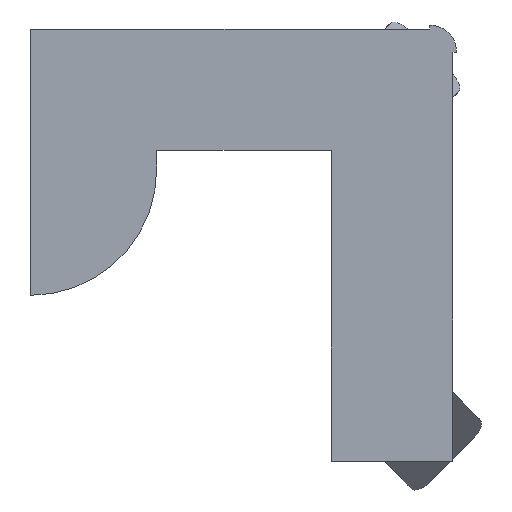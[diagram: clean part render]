
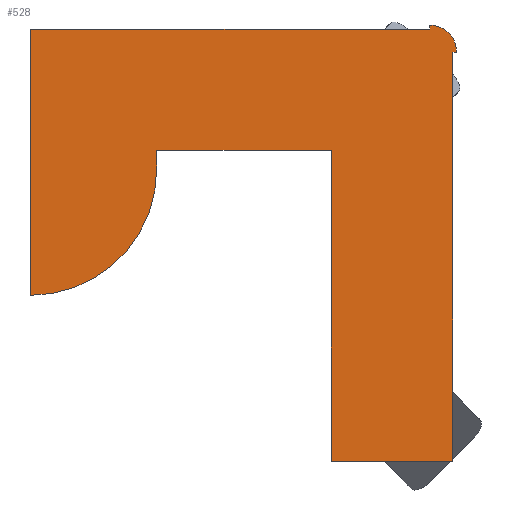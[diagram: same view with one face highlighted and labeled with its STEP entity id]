
A CAD part, front view. The second image highlights one B-rep face of the part: STEP entity #528.
In plain terms, the highlighted planar face has unit normal (0, -1, 0).
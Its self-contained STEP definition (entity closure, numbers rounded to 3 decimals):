
#36=PLANE('',#590);
#63=FACE_OUTER_BOUND('',#92,.T.);
#92=EDGE_LOOP('',(#461,#462,#463,#464,#465,#466,#467,#468,#469,#470,#471));
#121=LINE('',#806,#178);
#125=LINE('',#814,#182);
#128=LINE('',#820,#185);
#131=LINE('',#826,#188);
#135=LINE('',#838,#192);
#138=LINE('',#844,#195);
#141=LINE('',#850,#198);
#145=LINE('',#862,#202);
#148=LINE('',#867,#205);
#178=VECTOR('',#667,10.);
#182=VECTOR('',#673,10.);
#185=VECTOR('',#678,10.);
#188=VECTOR('',#683,10.);
#192=VECTOR('',#695,10.);
#195=VECTOR('',#700,10.);
#198=VECTOR('',#705,10.);
#202=VECTOR('',#717,10.);
#205=VECTOR('',#722,10.);
#215=CIRCLE('',#579,140.);
#217=CIRCLE('',#585,650.);
#243=VERTEX_POINT('',#804);
#244=VERTEX_POINT('',#805);
#247=VERTEX_POINT('',#813);
#249=VERTEX_POINT('',#819);
#251=VERTEX_POINT('',#825);
#253=VERTEX_POINT('',#831);
#255=VERTEX_POINT('',#837);
#257=VERTEX_POINT('',#843);
#259=VERTEX_POINT('',#849);
#261=VERTEX_POINT('',#855);
#263=VERTEX_POINT('',#861);
#301=EDGE_CURVE('',#243,#244,#121,.T.);
#305=EDGE_CURVE('',#247,#243,#125,.T.);
#308=EDGE_CURVE('',#249,#247,#128,.T.);
#311=EDGE_CURVE('',#251,#249,#131,.T.);
#314=EDGE_CURVE('',#253,#251,#215,.T.);
#317=EDGE_CURVE('',#255,#253,#135,.T.);
#320=EDGE_CURVE('',#257,#255,#138,.T.);
#323=EDGE_CURVE('',#259,#257,#141,.T.);
#326=EDGE_CURVE('',#261,#259,#217,.T.);
#329=EDGE_CURVE('',#263,#261,#145,.T.);
#332=EDGE_CURVE('',#244,#263,#148,.T.);
#461=ORIENTED_EDGE('',*,*,#332,.F.);
#462=ORIENTED_EDGE('',*,*,#301,.F.);
#463=ORIENTED_EDGE('',*,*,#305,.F.);
#464=ORIENTED_EDGE('',*,*,#308,.F.);
#465=ORIENTED_EDGE('',*,*,#311,.F.);
#466=ORIENTED_EDGE('',*,*,#314,.F.);
#467=ORIENTED_EDGE('',*,*,#317,.F.);
#468=ORIENTED_EDGE('',*,*,#320,.F.);
#469=ORIENTED_EDGE('',*,*,#323,.F.);
#470=ORIENTED_EDGE('',*,*,#326,.F.);
#471=ORIENTED_EDGE('',*,*,#329,.F.);
#528=ADVANCED_FACE('',(#63),#36,.F.);
#579=AXIS2_PLACEMENT_3D('',#832,#688,#689);
#585=AXIS2_PLACEMENT_3D('',#856,#710,#711);
#590=AXIS2_PLACEMENT_3D('',#870,#726,#727);
#667=DIRECTION('',(0.,0.,1.));
#673=DIRECTION('',(-1.,0.,0.));
#678=DIRECTION('',(0.,0.,-1.));
#683=DIRECTION('',(-1.,0.,0.));
#688=DIRECTION('center_axis',(0.,1.,0.));
#689=DIRECTION('ref_axis',(0.,0.,1.));
#695=DIRECTION('',(0.,0.,1.));
#700=DIRECTION('',(1.,0.,0.));
#705=DIRECTION('',(0.,0.,1.));
#710=DIRECTION('center_axis',(0.,1.,0.));
#711=DIRECTION('ref_axis',(1.,0.,0.));
#717=DIRECTION('',(0.,0.,-1.));
#722=DIRECTION('',(-1.,0.,0.));
#726=DIRECTION('center_axis',(0.,1.,0.));
#727=DIRECTION('ref_axis',(0.,0.,1.));
#804=CARTESIAN_POINT('',(-625.,0.,-2226.25));
#805=CARTESIAN_POINT('',(-625.,0.,-625.));
#806=CARTESIAN_POINT('',(-625.,0.,-2226.25));
#813=CARTESIAN_POINT('',(0.,0.,-2226.25));
#814=CARTESIAN_POINT('',(0.,0.,-2226.25));
#819=CARTESIAN_POINT('',(0.,0.,-120.));
#820=CARTESIAN_POINT('',(0.,0.,-47.889));
#825=CARTESIAN_POINT('',(20.,0.,-120.));
#826=CARTESIAN_POINT('',(20.,0.,-120.));
#831=CARTESIAN_POINT('',(-120.,0.,20.));
#832=CARTESIAN_POINT('Origin',(-120.,0.,-120.));
#837=CARTESIAN_POINT('',(-120.,0.,0.));
#838=CARTESIAN_POINT('',(-120.,0.,0.));
#843=CARTESIAN_POINT('',(-2175.,0.,0.));
#844=CARTESIAN_POINT('',(-2175.,0.,0.));
#849=CARTESIAN_POINT('',(-2175.,0.,-1371.25));
#850=CARTESIAN_POINT('',(-2175.,0.,-1371.25));
#855=CARTESIAN_POINT('',(-1525.,0.,-721.25));
#856=CARTESIAN_POINT('Origin',(-2175.,0.,-721.25));
#861=CARTESIAN_POINT('',(-1525.,0.,-625.));
#862=CARTESIAN_POINT('',(-1525.,0.,-625.));
#867=CARTESIAN_POINT('',(-625.,0.,-625.));
#870=CARTESIAN_POINT('Origin',(-1087.5,0.,-1113.125));
